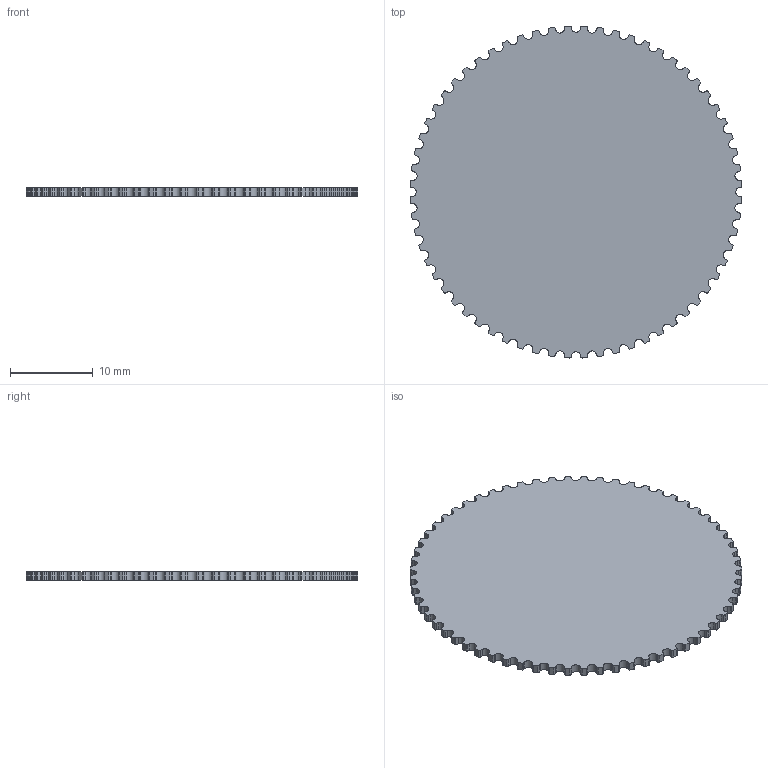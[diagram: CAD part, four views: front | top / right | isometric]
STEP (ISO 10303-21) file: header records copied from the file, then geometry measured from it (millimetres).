
FILE_DESCRIPTION(/* description */ (''),/* implementation_level */ '2;1');
FILE_NAME(/* name */ 'GT2-64~1',/* time_stamp */ '2020-11-19T13:15:56+01:00',/* author */ (''),/* organization */ (''),/* preprocessor_version */ 'ST-DEVELOPER v16.5',/* originating_system */ '',/* authorisation */ '');
FILE_SCHEMA (('AUTOMOTIVE_DESIGN'));
Length unit declared in the file: millimetre
Products named in the file (1): Document
Bounding box: 40.24 x 40.24 x 1 mm (x, y, z)
Volume: 1226.6 mm3; surface area: 2634.6 mm2
Topology: 1 solids, 1 shells, 386 faces, 1152 edges, 768 vertices
Faces by surface type: bspline 384, plane 2
Entity records: 12082 total; most frequent: CARTESIAN_POINT 6660, ORIENTED_EDGE 2304, EDGE_CURVE 1152, VERTEX_POINT 768, ADVANCED_FACE 386, FACE_OUTER_BOUND 386, EDGE_LOOP 386, DIRECTION 6
